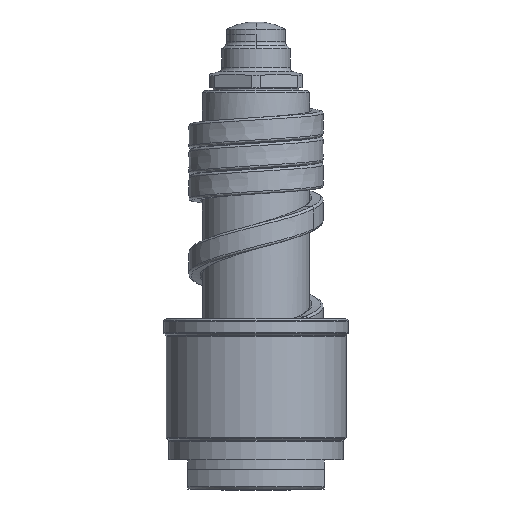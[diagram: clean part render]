
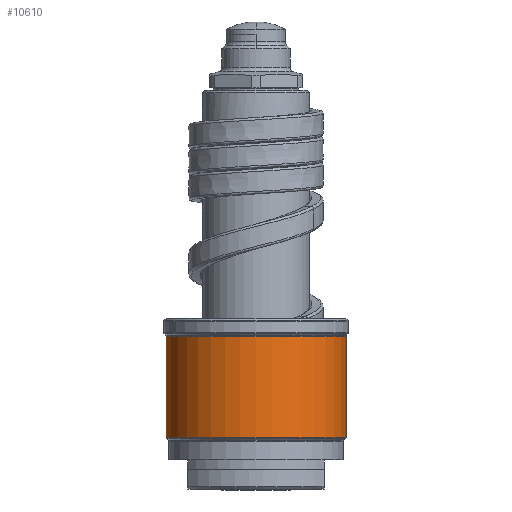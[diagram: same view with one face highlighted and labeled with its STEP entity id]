
A CAD part, front view. The second image highlights one B-rep face of the part: STEP entity #10610.
In plain terms, the highlighted cylindrical face has radius 18.5 mm (diameter 37 mm), a partial arc.
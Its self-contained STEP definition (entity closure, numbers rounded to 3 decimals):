
#3362=CARTESIAN_POINT('',(0.,0.,10.583));
#3363=DIRECTION('',(0.,0.,1.));
#3364=DIRECTION('',(-1.,0.,0.));
#3365=AXIS2_PLACEMENT_3D('',#3362,#3363,#3364);
#3367=DIRECTION('',(0.,0.,-1.));
#3368=VECTOR('',#3367,20.834);
#3369=CARTESIAN_POINT('',(-18.5,0.,31.417));
#3370=LINE('',#3369,#3368);
#3371=CARTESIAN_POINT('',(0.,0.,31.417));
#3372=DIRECTION('',(0.,0.,1.));
#3373=DIRECTION('',(-1.,0.,0.));
#3374=AXIS2_PLACEMENT_3D('',#3371,#3372,#3373);
#3376=DIRECTION('',(0.,0.,-1.));
#3377=VECTOR('',#3376,20.834);
#3378=CARTESIAN_POINT('',(18.5,0.,31.417));
#3379=LINE('',#3378,#3377);
#5924=CARTESIAN_POINT('',(18.5,0.,31.417));
#5925=CARTESIAN_POINT('',(-18.5,0.,31.417));
#5926=VERTEX_POINT('',#5924);
#5927=VERTEX_POINT('',#5925);
#5950=CARTESIAN_POINT('',(18.5,0.,10.583));
#5951=VERTEX_POINT('',#5950);
#5952=CARTESIAN_POINT('',(-18.5,0.,10.583));
#5953=VERTEX_POINT('',#5952);
#10598=CARTESIAN_POINT('',(0.,0.,8.75));
#10599=DIRECTION('',(0.,0.,1.));
#10600=DIRECTION('',(-1.,0.,0.));
#10601=AXIS2_PLACEMENT_3D('',#10598,#10599,#10600);
#10602=CYLINDRICAL_SURFACE('',#10601,18.5);
#10603=ORIENTED_EDGE('',*,*,#8585,.F.);
#10604=ORIENTED_EDGE('',*,*,#8566,.F.);
#10606=ORIENTED_EDGE('',*,*,#10605,.T.);
#10607=ORIENTED_EDGE('',*,*,#8562,.T.);
#10608=EDGE_LOOP('',(#10603,#10604,#10606,#10607));
#10609=FACE_OUTER_BOUND('',#10608,.F.);
#3366=CIRCLE('',#3365,18.5);
#3375=CIRCLE('',#3374,18.5);
#8562=EDGE_CURVE('',#5926,#5951,#3379,.T.);
#8566=EDGE_CURVE('',#5927,#5953,#3370,.T.);
#8585=EDGE_CURVE('',#5953,#5951,#3366,.T.);
#10605=EDGE_CURVE('',#5927,#5926,#3375,.T.);
#10610=ADVANCED_FACE('',(#10609),#10602,.T.);
